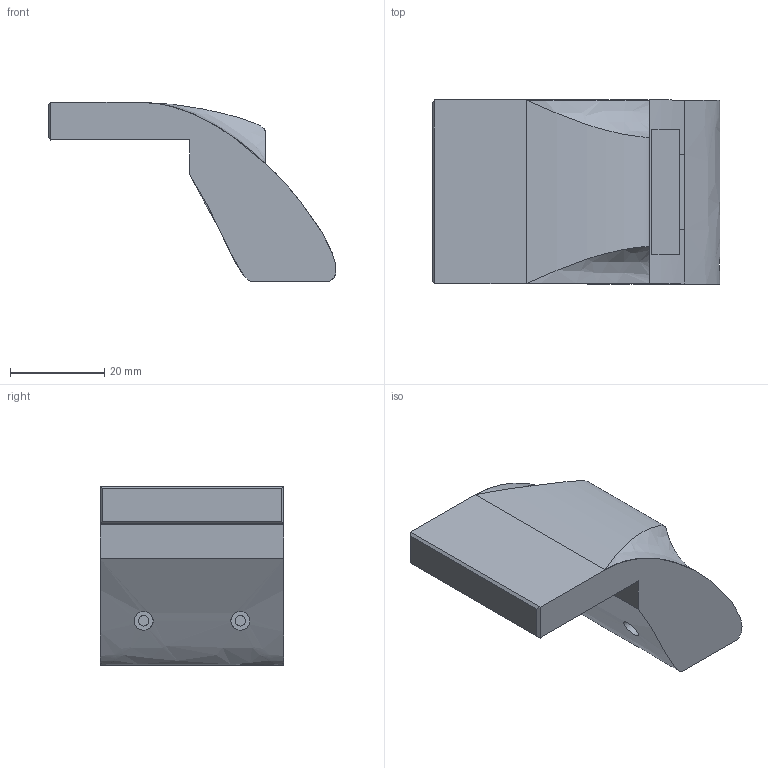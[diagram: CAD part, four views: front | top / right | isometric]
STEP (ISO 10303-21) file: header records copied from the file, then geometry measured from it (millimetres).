
FILE_DESCRIPTION(/* description */ ('STEP AP242','CAx-IF Rec.Pracs.---Representation and Presentation of Product Manufacturing Information (PMI)---4.0---2014-10-13','CAx-IF Rec.Pracs.---3D Tessellated Geometry---0.4---2014-09-14','2;1'),/* implementation_level */ '2;1');
FILE_NAME(/* name */ '68b2972385d2a41558489f2b',/* time_stamp */ '2025-08-30T06:16:05Z',/* author */ (''),/* organization */ (''),/* preprocessor_version */ 'ST-DEVELOPER v20',/* originating_system */ 'ONSHAPE BY PTC INC, 1.203',/* authorisation */ ' ');
FILE_SCHEMA (('AP242_MANAGED_MODEL_BASED_3D_ENGINEERING_MIM_LF { 1 0 10303 442 1 1 4 }'));
Length unit declared in the file: metre
Products named in the file (1): Part 1
Bounding box: 61.03 x 39 x 38 mm (x, y, z)
Volume: 31885.1 mm3; surface area: 9519.4 mm2
Topology: 1 solids, 1 shells, 43 faces, 97 edges, 60 vertices
Faces by surface type: plane 27, cylinder 9, bspline 7
Full cylindrical faces by diameter (mm): 2.2 x2, 3.6 x2, 4 x2, 5 x2
Entity records: 1381 total; most frequent: CARTESIAN_POINT 456, ORIENTED_EDGE 178, DIRECTION 169, EDGE_CURVE 89, VERTEX_POINT 60, EDGE_LOOP 59, FACE_BOUND 59, AXIS2_PLACEMENT_3D 57
